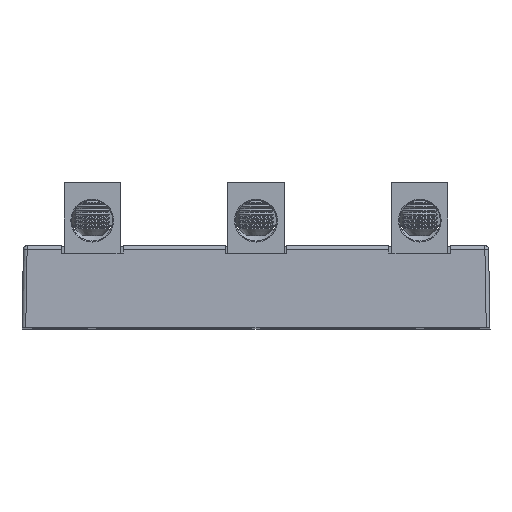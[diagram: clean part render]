
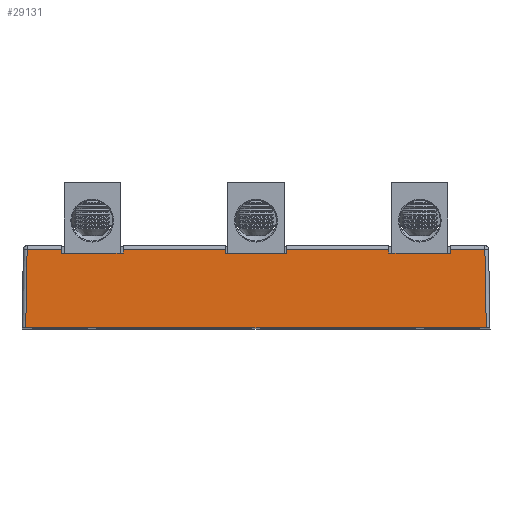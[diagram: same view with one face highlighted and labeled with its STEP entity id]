
A CAD part, top view. The second image highlights one B-rep face of the part: STEP entity #29131.
In plain terms, the highlighted planar face has unit normal (0, 0.018, 1).
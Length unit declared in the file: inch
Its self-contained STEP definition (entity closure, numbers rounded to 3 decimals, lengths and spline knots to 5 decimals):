
#675 = CARTESIAN_POINT ( 'NONE',  ( 0.33, 0.8, 3.48604 ) ) ;
#1043 = DIRECTION ( 'NONE',  ( 1., 0., 0. ) ) ;
#1129 = DIRECTION ( 'NONE',  ( 1., 0., 0. ) ) ;
#1595 = CARTESIAN_POINT ( 'NONE',  ( -2.44533, 0.8407, 3.48533 ) ) ;
#1687 = LINE ( 'NONE', #41240, #37210 ) ;
#1726 = DIRECTION ( 'NONE',  ( -1., 0., 0. ) ) ;
#1912 = VERTEX_POINT ( 'NONE', #32081 ) ;
#2542 = CARTESIAN_POINT ( 'NONE',  ( -1.42, 0.8407, 3.48533 ) ) ;
#3089 = VECTOR ( 'NONE', #27204, 39.37008 ) ;
#3269 = EDGE_CURVE ( 'NONE', #6482, #28539, #24588, .T. ) ;
#3454 = CARTESIAN_POINT ( 'NONE',  ( 2.5, 0., 3.5 ) ) ;
#3555 = DIRECTION ( 'NONE',  ( 0., -1., 0.017 ) ) ;
#4312 = EDGE_CURVE ( 'NONE', #41049, #25984, #8422, .T. ) ;
#4542 = EDGE_LOOP ( 'NONE', ( #32090, #41069, #38864, #15139, #19631, #41208, #17057, #43569, #7572, #15020, #22509, #31145, #38663, #26724, #26171, #25154 ) ) ;
#5395 = CARTESIAN_POINT ( 'NONE',  ( 0.33, 0.8407, 3.48533 ) ) ;
#5418 = CARTESIAN_POINT ( 'NONE',  ( -2.08, 0.8, 3.48604 ) ) ;
#5636 = DIRECTION ( 'NONE',  ( 1., 0., 0. ) ) ;
#5995 = DIRECTION ( 'NONE',  ( 0., -1., 0.017 ) ) ;
#6108 = FACE_OUTER_BOUND ( 'NONE', #4542, .T. ) ;
#6205 = CARTESIAN_POINT ( 'NONE',  ( -2.08, 0.8407, 3.48533 ) ) ;
#6324 = LINE ( 'NONE', #10132, #3089 ) ;
#6482 = VERTEX_POINT ( 'NONE', #42610 ) ;
#6563 = CARTESIAN_POINT ( 'NONE',  ( 2.5, 0.8407, 3.48533 ) ) ;
#6620 = LINE ( 'NONE', #5418, #19457 ) ;
#7572 = ORIENTED_EDGE ( 'NONE', *, *, #36539, .F. ) ;
#7656 = CARTESIAN_POINT ( 'NONE',  ( 2.46001, 0., 3.5 ) ) ;
#7726 = VERTEX_POINT ( 'NONE', #5395 ) ;
#8356 = VECTOR ( 'NONE', #29089, 39.37008 ) ;
#8422 = LINE ( 'NONE', #14720, #25590 ) ;
#9198 = LINE ( 'NONE', #21709, #10284 ) ;
#10010 = DIRECTION ( 'NONE',  ( 1., 0., 0. ) ) ;
#10132 = CARTESIAN_POINT ( 'NONE',  ( 2.5, 0.8407, 3.48533 ) ) ;
#10284 = VECTOR ( 'NONE', #1129, 39.37008 ) ;
#10890 = LINE ( 'NONE', #20640, #30239 ) ;
#11633 = CARTESIAN_POINT ( 'NONE',  ( -1.42, 0.8, 3.48604 ) ) ;
#12168 = CARTESIAN_POINT ( 'NONE',  ( 2.08, 0.8, 3.48604 ) ) ;
#12742 = EDGE_CURVE ( 'NONE', #15500, #28775, #6324, .T. ) ;
#13521 = LINE ( 'NONE', #35307, #22637 ) ;
#14014 = VECTOR ( 'NONE', #3555, 39.37008 ) ;
#14683 = VERTEX_POINT ( 'NONE', #25715 ) ;
#14720 = CARTESIAN_POINT ( 'NONE',  ( 2.5, 0.8407, 3.48533 ) ) ;
#15020 = ORIENTED_EDGE ( 'NONE', *, *, #22614, .T. ) ;
#15065 = LINE ( 'NONE', #26166, #17238 ) ;
#15139 = ORIENTED_EDGE ( 'NONE', *, *, #31425, .T. ) ;
#15250 = CARTESIAN_POINT ( 'NONE',  ( -0.33, 0.8, 3.48604 ) ) ;
#15287 = CARTESIAN_POINT ( 'NONE',  ( 2.5, 0.8, 3.48604 ) ) ;
#15500 = VERTEX_POINT ( 'NONE', #2542 ) ;
#15849 = EDGE_CURVE ( 'NONE', #30756, #28775, #38743, .T. ) ;
#16176 = CARTESIAN_POINT ( 'NONE',  ( 2.5, 0., 3.5 ) ) ;
#16733 = LINE ( 'NONE', #3454, #43063 ) ;
#17057 = ORIENTED_EDGE ( 'NONE', *, *, #34533, .T. ) ;
#17198 = DIRECTION ( 'NONE',  ( 0., -1., 0.017 ) ) ;
#17238 = VECTOR ( 'NONE', #5636, 39.37008 ) ;
#17992 = CARTESIAN_POINT ( 'NONE',  ( -0.33, 0.8, 3.48604 ) ) ;
#18111 = VECTOR ( 'NONE', #25609, 39.37008 ) ;
#18445 = DIRECTION ( 'NONE',  ( 0., -1., 0.017 ) ) ;
#18846 = CARTESIAN_POINT ( 'NONE',  ( 2.5, 0.8, 3.48604 ) ) ;
#18889 = EDGE_CURVE ( 'NONE', #29538, #36227, #29855, .T. ) ;
#19457 = VECTOR ( 'NONE', #33050, 39.37008 ) ;
#19631 = ORIENTED_EDGE ( 'NONE', *, *, #4312, .F. ) ;
#20425 = LINE ( 'NONE', #18846, #31753 ) ;
#20640 = CARTESIAN_POINT ( 'NONE',  ( 1.42, 0.8, 3.48604 ) ) ;
#20724 = EDGE_CURVE ( 'NONE', #36227, #38539, #6620, .T. ) ;
#21153 = EDGE_CURVE ( 'NONE', #15500, #29538, #13521, .T. ) ;
#21709 = CARTESIAN_POINT ( 'NONE',  ( 0.33, 0.8, 3.48604 ) ) ;
#22509 = ORIENTED_EDGE ( 'NONE', *, *, #30599, .F. ) ;
#22614 = EDGE_CURVE ( 'NONE', #7726, #33185, #1687, .T. ) ;
#22637 = VECTOR ( 'NONE', #18445, 39.37008 ) ;
#23956 = DIRECTION ( 'NONE',  ( 1., 0., 0. ) ) ;
#24200 = LINE ( 'NONE', #41232, #14014 ) ;
#24588 = LINE ( 'NONE', #1595, #18111 ) ;
#25154 = ORIENTED_EDGE ( 'NONE', *, *, #20724, .T. ) ;
#25590 = VECTOR ( 'NONE', #1043, 39.37008 ) ;
#25609 = DIRECTION ( 'NONE',  ( -0.017, -1., 0.017 ) ) ;
#25714 = VERTEX_POINT ( 'NONE', #7656 ) ;
#25715 = CARTESIAN_POINT ( 'NONE',  ( 1.42, 0.8407, 3.48533 ) ) ;
#25984 = VERTEX_POINT ( 'NONE', #33454 ) ;
#26166 = CARTESIAN_POINT ( 'NONE',  ( 2.5, 0.8407, 3.48533 ) ) ;
#26171 = ORIENTED_EDGE ( 'NONE', *, *, #18889, .T. ) ;
#26525 = DIRECTION ( 'NONE',  ( 0., 0.017, 1. ) ) ;
#26724 = ORIENTED_EDGE ( 'NONE', *, *, #21153, .T. ) ;
#26858 = AXIS2_PLACEMENT_3D ( 'NONE', #16176, #26525, #5995 ) ;
#27204 = DIRECTION ( 'NONE',  ( 1., 0., 0. ) ) ;
#28316 = DIRECTION ( 'NONE',  ( 0., 1., -0.017 ) ) ;
#28423 = VECTOR ( 'NONE', #36714, 39.37008 ) ;
#28539 = VERTEX_POINT ( 'NONE', #38725 ) ;
#28775 = VERTEX_POINT ( 'NONE', #36137 ) ;
#29089 = DIRECTION ( 'NONE',  ( -1., 0., 0. ) ) ;
#29131 = ADVANCED_FACE ( 'NONE', ( #6108 ), #36801, .T. ) ;
#29538 = VERTEX_POINT ( 'NONE', #11633 ) ;
#29545 = VECTOR ( 'NONE', #28316, 39.37008 ) ;
#29855 = LINE ( 'NONE', #15287, #8356 ) ;
#30239 = VECTOR ( 'NONE', #41225, 39.37008 ) ;
#30414 = EDGE_CURVE ( 'NONE', #28539, #25714, #16733, .T. ) ;
#30599 = EDGE_CURVE ( 'NONE', #30756, #33185, #9198, .T. ) ;
#30622 = LINE ( 'NONE', #43591, #28423 ) ;
#30756 = VERTEX_POINT ( 'NONE', #15250 ) ;
#30830 = CARTESIAN_POINT ( 'NONE',  ( 2.08, 0.8407, 3.48533 ) ) ;
#31145 = ORIENTED_EDGE ( 'NONE', *, *, #15849, .T. ) ;
#31213 = CARTESIAN_POINT ( 'NONE',  ( -2.08, 0.8, 3.48604 ) ) ;
#31425 = EDGE_CURVE ( 'NONE', #25714, #25984, #30622, .T. ) ;
#31753 = VECTOR ( 'NONE', #1726, 39.37008 ) ;
#32081 = CARTESIAN_POINT ( 'NONE',  ( 1.42, 0.8, 3.48604 ) ) ;
#32090 = ORIENTED_EDGE ( 'NONE', *, *, #43416, .F. ) ;
#33050 = DIRECTION ( 'NONE',  ( 0., 1., -0.017 ) ) ;
#33185 = VERTEX_POINT ( 'NONE', #675 ) ;
#33454 = CARTESIAN_POINT ( 'NONE',  ( 2.44533, 0.8407, 3.48533 ) ) ;
#34488 = VECTOR ( 'NONE', #10010, 39.37008 ) ;
#34533 = EDGE_CURVE ( 'NONE', #36944, #1912, #20425, .T. ) ;
#35307 = CARTESIAN_POINT ( 'NONE',  ( -1.42, 0.8407, 3.48533 ) ) ;
#36137 = CARTESIAN_POINT ( 'NONE',  ( -0.33, 0.8407, 3.48533 ) ) ;
#36227 = VERTEX_POINT ( 'NONE', #31213 ) ;
#36539 = EDGE_CURVE ( 'NONE', #7726, #14683, #15065, .T. ) ;
#36632 = LINE ( 'NONE', #6563, #34488 ) ;
#36714 = DIRECTION ( 'NONE',  ( -0.017, 1., -0.017 ) ) ;
#36801 = PLANE ( 'NONE',  #26858 ) ;
#36944 = VERTEX_POINT ( 'NONE', #12168 ) ;
#37210 = VECTOR ( 'NONE', #17198, 39.37008 ) ;
#38539 = VERTEX_POINT ( 'NONE', #6205 ) ;
#38663 = ORIENTED_EDGE ( 'NONE', *, *, #12742, .F. ) ;
#38725 = CARTESIAN_POINT ( 'NONE',  ( -2.46001, 0., 3.5 ) ) ;
#38743 = LINE ( 'NONE', #17992, #29545 ) ;
#38864 = ORIENTED_EDGE ( 'NONE', *, *, #30414, .T. ) ;
#41049 = VERTEX_POINT ( 'NONE', #30830 ) ;
#41069 = ORIENTED_EDGE ( 'NONE', *, *, #3269, .T. ) ;
#41208 = ORIENTED_EDGE ( 'NONE', *, *, #43479, .T. ) ;
#41225 = DIRECTION ( 'NONE',  ( 0., 1., -0.017 ) ) ;
#41232 = CARTESIAN_POINT ( 'NONE',  ( 2.08, 0.8407, 3.48533 ) ) ;
#41240 = CARTESIAN_POINT ( 'NONE',  ( 0.33, 0., 3.5 ) ) ;
#42453 = EDGE_CURVE ( 'NONE', #1912, #14683, #10890, .T. ) ;
#42610 = CARTESIAN_POINT ( 'NONE',  ( -2.44533, 0.8407, 3.48533 ) ) ;
#43063 = VECTOR ( 'NONE', #23956, 39.37008 ) ;
#43416 = EDGE_CURVE ( 'NONE', #6482, #38539, #36632, .T. ) ;
#43479 = EDGE_CURVE ( 'NONE', #41049, #36944, #24200, .T. ) ;
#43569 = ORIENTED_EDGE ( 'NONE', *, *, #42453, .T. ) ;
#43591 = CARTESIAN_POINT ( 'NONE',  ( 2.46001, 0., 3.5 ) ) ;
